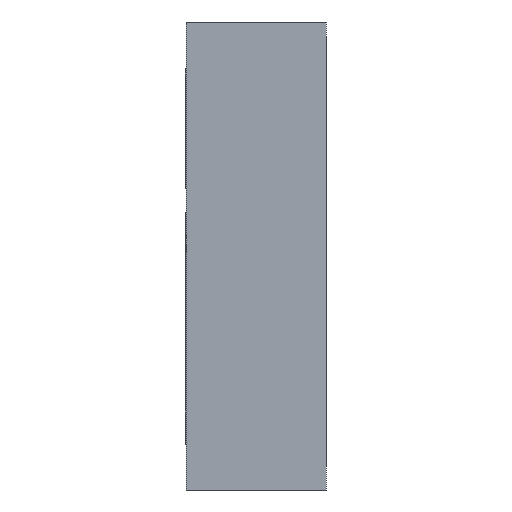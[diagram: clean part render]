
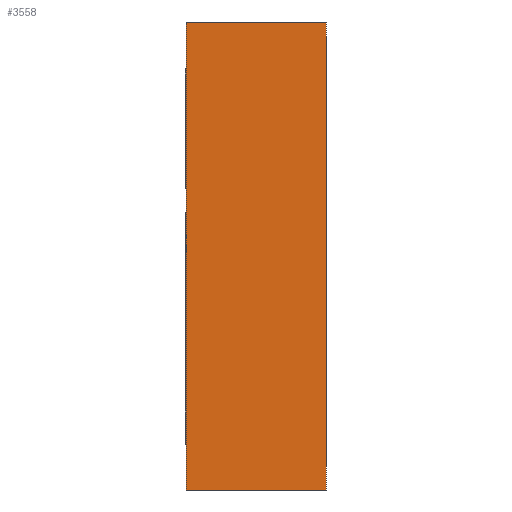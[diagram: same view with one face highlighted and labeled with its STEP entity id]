
A CAD part, left-side view. The second image highlights one B-rep face of the part: STEP entity #3558.
In plain terms, the highlighted planar face has unit normal (-1, 0, 0).
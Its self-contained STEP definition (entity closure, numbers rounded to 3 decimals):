
#58 = CARTESIAN_POINT ( 'NONE',  ( -21., -1.5, 5. ) ) ;
#86 = CARTESIAN_POINT ( 'NONE',  ( -21., 1.5, 5. ) ) ;
#355 = LINE ( 'NONE', #3520, #5477 ) ;
#1173 = FACE_OUTER_BOUND ( 'NONE', #8329, .T. ) ;
#1917 = EDGE_CURVE ( 'NONE', #3982, #4160, #2782, .T. ) ;
#2092 = DIRECTION ( 'NONE',  ( 0., 0., -1. ) ) ;
#2782 = LINE ( 'NONE', #58, #13364 ) ;
#3520 = CARTESIAN_POINT ( 'NONE',  ( -21., 1.5, 5. ) ) ;
#3558 = ADVANCED_FACE ( 'NONE', ( #1173 ), #5302, .F. ) ;
#3857 = ORIENTED_EDGE ( 'NONE', *, *, #15607, .T. ) ;
#3921 = CARTESIAN_POINT ( 'NONE',  ( -21., 1.5, 5. ) ) ;
#3966 = ORIENTED_EDGE ( 'NONE', *, *, #12037, .F. ) ;
#3982 = VERTEX_POINT ( 'NONE', #14530 ) ;
#4024 = LINE ( 'NONE', #7366, #9336 ) ;
#4160 = VERTEX_POINT ( 'NONE', #12502 ) ;
#5302 = PLANE ( 'NONE',  #11994 ) ;
#5477 = VECTOR ( 'NONE', #7280, 1000. ) ;
#6225 = DIRECTION ( 'NONE',  ( 0., -1., 0. ) ) ;
#6803 = VECTOR ( 'NONE', #14783, 1000. ) ;
#6847 = ORIENTED_EDGE ( 'NONE', *, *, #1917, .T. ) ;
#7280 = DIRECTION ( 'NONE',  ( 0., -1., 0. ) ) ;
#7366 = CARTESIAN_POINT ( 'NONE',  ( -21., 1.5, -5. ) ) ;
#8329 = EDGE_LOOP ( 'NONE', ( #6847, #12499, #3966, #3857 ) ) ;
#8509 = DIRECTION ( 'NONE',  ( 0., 0., 1. ) ) ;
#8714 = VERTEX_POINT ( 'NONE', #3921 ) ;
#9295 = CARTESIAN_POINT ( 'NONE',  ( -21., 1.5, 5. ) ) ;
#9336 = VECTOR ( 'NONE', #6225, 1000. ) ;
#9372 = EDGE_CURVE ( 'NONE', #8714, #4160, #355, .T. ) ;
#10126 = VERTEX_POINT ( 'NONE', #13317 ) ;
#11752 = DIRECTION ( 'NONE',  ( 1., 0., 0. ) ) ;
#11994 = AXIS2_PLACEMENT_3D ( 'NONE', #9295, #11752, #2092 ) ;
#12037 = EDGE_CURVE ( 'NONE', #10126, #8714, #14934, .T. ) ;
#12499 = ORIENTED_EDGE ( 'NONE', *, *, #9372, .F. ) ;
#12502 = CARTESIAN_POINT ( 'NONE',  ( -21., -1.5, 5. ) ) ;
#13317 = CARTESIAN_POINT ( 'NONE',  ( -21., 1.5, -5. ) ) ;
#13364 = VECTOR ( 'NONE', #8509, 1000. ) ;
#14530 = CARTESIAN_POINT ( 'NONE',  ( -21., -1.5, -5. ) ) ;
#14783 = DIRECTION ( 'NONE',  ( 0., 0., 1. ) ) ;
#14934 = LINE ( 'NONE', #86, #6803 ) ;
#15607 = EDGE_CURVE ( 'NONE', #10126, #3982, #4024, .T. ) ;
